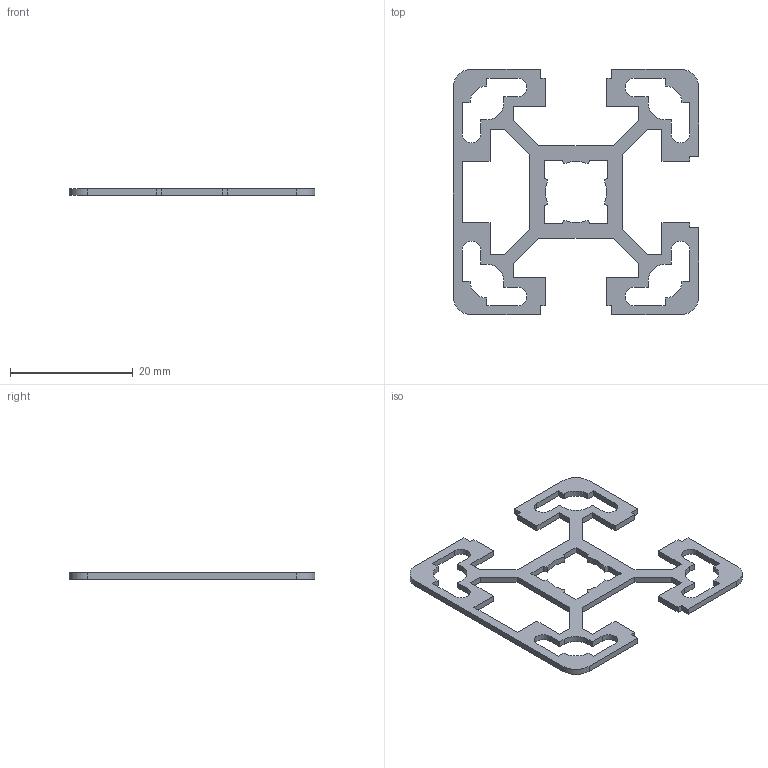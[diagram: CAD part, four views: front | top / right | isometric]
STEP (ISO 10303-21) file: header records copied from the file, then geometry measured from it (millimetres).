
FILE_DESCRIPTION(/* description */ ('BSB Aluminum Profile 40x40-LT'),/* implementation_level */ '2;1');
FILE_NAME(/* name */ '1007531.ipt.stp',/* time_stamp */ '2020-04-01T16:46:12+02:00',/* author */ ('davee'),/* organization */ (''),/* preprocessor_version */ 'ST-DEVELOPER v16.5',/* originating_system */ 'Autodesk Inventor 2017',/* authorisation */ '');
FILE_SCHEMA (('AUTOMOTIVE_DESIGN { 1 0 10303 214 3 1 1 }'));
Length unit declared in the file: millimetre
Products named in the file (1): 1007531
Bounding box: 40 x 40 x 1 mm (x, y, z)
Volume: 576.5 mm3; surface area: 1682.9 mm2
Topology: 1 solids, 1 shells, 130 faces, 384 edges, 256 vertices
Faces by surface type: plane 106, cylinder 24
Entity records: 4358 total; most frequent: CARTESIAN_POINT 771, ORIENTED_EDGE 768, DIRECTION 694, EDGE_CURVE 384, LINE 336, VECTOR 336, VERTEX_POINT 256, AXIS2_PLACEMENT_3D 179
